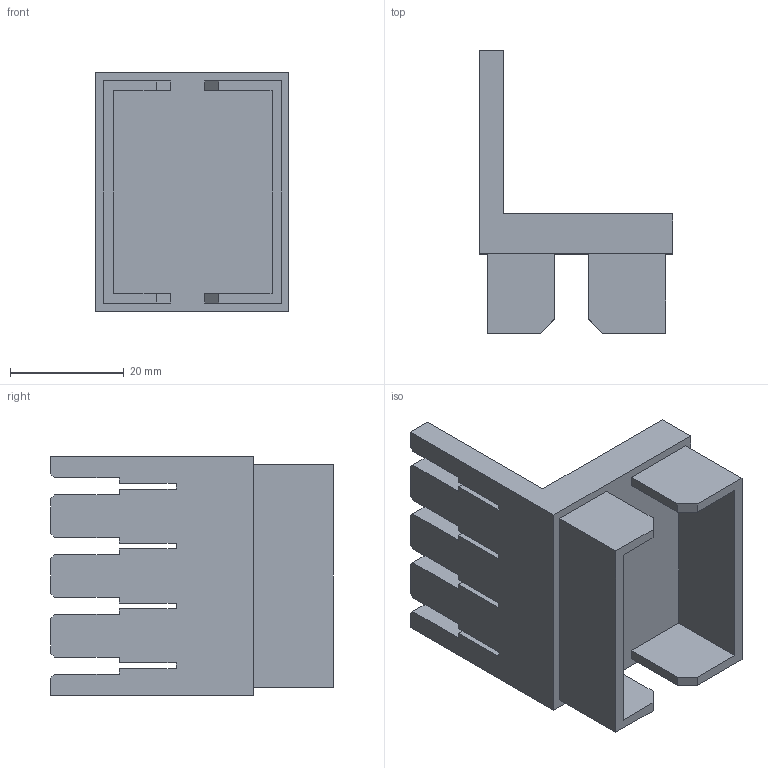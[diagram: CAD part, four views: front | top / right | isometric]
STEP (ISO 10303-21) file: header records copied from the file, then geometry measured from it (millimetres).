
FILE_DESCRIPTION(/* description */ ('STEP AP214'),/* implementation_level */ '2;1');
FILE_NAME(/* name */ '537988_VMPA1-MPM-EMM-8',/* time_stamp */ '2024-09-16T19:14:36+02:00',/* author */ ('License CC BY-ND 4.0'),/* organization */ ('CADENAS'),/* preprocessor_version */ 'ST-DEVELOPER v19.3',/* originating_system */ 'PARTsolutions',/* authorisation */ ' ');
FILE_SCHEMA (('AUTOMOTIVE_DESIGN {1 0 10303 214 3 1 1}'));
Length unit declared in the file: millimetre
Products named in the file (1): 537988 VMPA1-MPM-EMM-8---(0)
Bounding box: 34 x 49.65 x 42 mm (x, y, z)
Volume: 15605.3 mm3; surface area: 11261.4 mm2
Topology: 1 solids, 1 shells, 94 faces, 248 edges, 168 vertices
Faces by surface type: plane 84, cylinder 10
Full cylindrical faces by diameter (mm): 4 x2, 8 x8
Entity records: 2784 total; most frequent: CARTESIAN_POINT 485, ORIENTED_EDGE 460, DIRECTION 440, EDGE_CURVE 230, LINE 210, VECTOR 210, VERTEX_POINT 160, EDGE_LOOP 116
